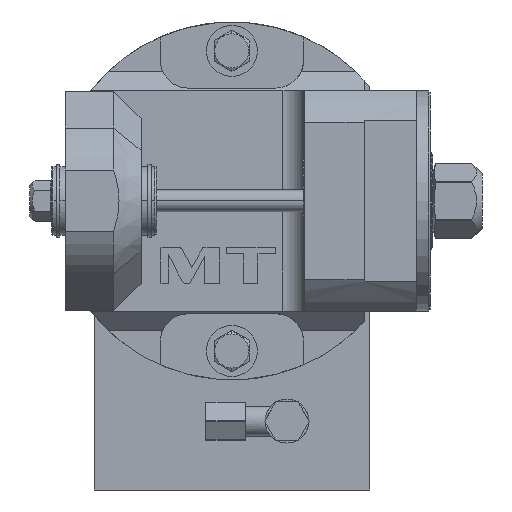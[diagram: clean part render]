
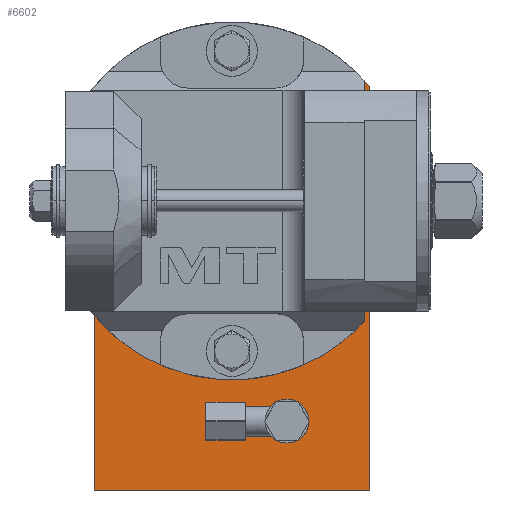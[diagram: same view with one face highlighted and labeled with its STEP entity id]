
A CAD part, left-side view. The second image highlights one B-rep face of the part: STEP entity #6602.
In plain terms, the highlighted planar face has unit normal (-1, 0, 0).
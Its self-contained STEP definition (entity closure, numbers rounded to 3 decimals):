
#127=DIRECTION('',(0.,0.,-1.));
#128=VECTOR('',#127,63.467);
#129=CARTESIAN_POINT('',(-20.,50.,-41.533));
#130=LINE('',#129,#128);
#173=CARTESIAN_POINT('',(-20.,0.,0.));
#174=DIRECTION('',(1.,0.,0.));
#175=DIRECTION('',(0.,-0.738,0.674));
#176=AXIS2_PLACEMENT_3D('',#173,#174,#175);
#178=CARTESIAN_POINT('',(-20.,-20.,-80.));
#179=DIRECTION('',(-1.,0.,0.));
#180=DIRECTION('',(0.,0.,1.));
#181=AXIS2_PLACEMENT_3D('',#178,#179,#180);
#183=CARTESIAN_POINT('',(-20.,-20.,-80.));
#184=DIRECTION('',(-1.,0.,0.));
#185=DIRECTION('',(0.,0.,-1.));
#186=AXIS2_PLACEMENT_3D('',#183,#184,#185);
#208=DIRECTION('',(0.,0.,1.));
#209=VECTOR('',#208,87.658);
#210=CARTESIAN_POINT('',(-20.,-48.,-43.829));
#211=LINE('',#210,#209);
#212=CARTESIAN_POINT('',(-20.,0.,0.));
#213=DIRECTION('',(-1.,0.,0.));
#214=DIRECTION('',(0.,0.769,-0.639));
#215=AXIS2_PLACEMENT_3D('',#212,#213,#214);
#2666=DIRECTION('',(0.,0.,1.));
#2667=VECTOR('',#2666,146.533);
#2668=CARTESIAN_POINT('',(-20.,-50.,-105.));
#2669=LINE('',#2668,#2667);
#2815=DIRECTION('',(0.,-1.,0.));
#2816=VECTOR('',#2815,100.);
#2817=CARTESIAN_POINT('',(-20.,50.,-105.));
#2818=LINE('',#2817,#2816);
#5658=CARTESIAN_POINT('',(-20.,50.,-105.));
#5660=VERTEX_POINT('',#5658);
#5662=CARTESIAN_POINT('',(-20.,-50.,-105.));
#5664=VERTEX_POINT('',#5662);
#5730=CARTESIAN_POINT('',(-20.,-50.,41.533));
#5732=VERTEX_POINT('',#5730);
#5826=CARTESIAN_POINT('',(-20.,-48.,-43.829));
#5827=CARTESIAN_POINT('',(-20.,-48.,43.829));
#5828=VERTEX_POINT('',#5826);
#5829=VERTEX_POINT('',#5827);
#5830=CARTESIAN_POINT('',(-20.,50.,-41.533));
#5832=VERTEX_POINT('',#5830);
#6260=CARTESIAN_POINT('',(-20.,-20.,-73.05));
#6261=CARTESIAN_POINT('',(-20.,-20.,-86.95));
#6262=VERTEX_POINT('',#6260);
#6263=VERTEX_POINT('',#6261);
#6579=CARTESIAN_POINT('',(-20.,50.,35.));
#6580=DIRECTION('',(-1.,0.,0.));
#6581=DIRECTION('',(0.,0.,-1.));
#6582=AXIS2_PLACEMENT_3D('',#6579,#6580,#6581);
#6583=PLANE('',#6582);
#6585=ORIENTED_EDGE('',*,*,#6584,.T.);
#6586=ORIENTED_EDGE('',*,*,#6501,.T.);
#6588=ORIENTED_EDGE('',*,*,#6587,.F.);
#6590=ORIENTED_EDGE('',*,*,#6589,.F.);
#6591=ORIENTED_EDGE('',*,*,#6551,.F.);
#6593=ORIENTED_EDGE('',*,*,#6592,.T.);
#6594=EDGE_LOOP('',(#6585,#6586,#6588,#6590,#6591,#6593));
#6595=FACE_OUTER_BOUND('',#6594,.F.);
#6597=ORIENTED_EDGE('',*,*,#6596,.T.);
#6599=ORIENTED_EDGE('',*,*,#6598,.T.);
#6600=EDGE_LOOP('',(#6597,#6599));
#6601=FACE_BOUND('',#6600,.F.);
#6602=ADVANCED_FACE('',(#6595,#6601),#6583,.T.);
#177=CIRCLE('',#176,65.);
#182=CIRCLE('',#181,6.95);
#187=CIRCLE('',#186,6.95);
#216=CIRCLE('',#215,65.);
#6501=EDGE_CURVE('',#5829,#5732,#177,.T.);
#6551=EDGE_CURVE('',#5832,#5660,#130,.T.);
#6584=EDGE_CURVE('',#5828,#5829,#211,.T.);
#6587=EDGE_CURVE('',#5664,#5732,#2669,.T.);
#6589=EDGE_CURVE('',#5660,#5664,#2818,.T.);
#6592=EDGE_CURVE('',#5832,#5828,#216,.T.);
#6596=EDGE_CURVE('',#6262,#6263,#182,.T.);
#6598=EDGE_CURVE('',#6263,#6262,#187,.T.);
